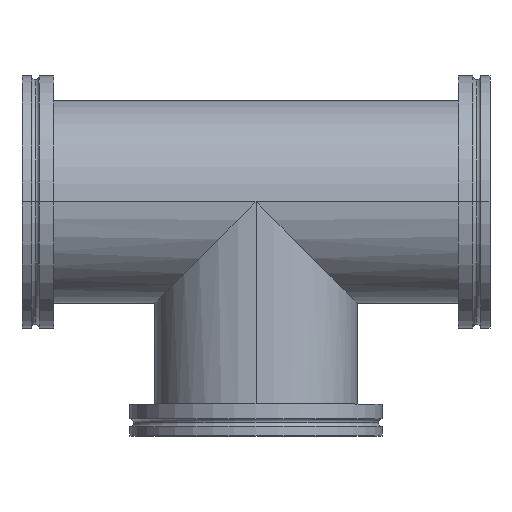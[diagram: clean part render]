
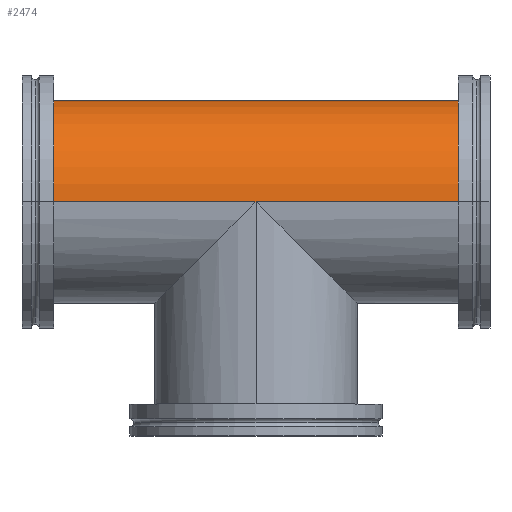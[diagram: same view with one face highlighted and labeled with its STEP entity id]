
A CAD part, top view. The second image highlights one B-rep face of the part: STEP entity #2474.
In plain terms, the highlighted cylindrical face has radius 38.05 mm (diameter 76.1 mm), a partial arc.
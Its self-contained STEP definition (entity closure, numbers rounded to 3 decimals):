
#84 = CARTESIAN_POINT ( 'NONE',  ( 164., 0., -38.05 ) ) ;
#135 = CARTESIAN_POINT ( 'NONE',  ( 164., 0., 38.05 ) ) ;
#146 = AXIS2_PLACEMENT_3D ( 'NONE', #1177, #1173, #1172 ) ;
#194 = CIRCLE ( 'NONE', #146, 38.05 ) ;
#227 = AXIS2_PLACEMENT_3D ( 'NONE', #2483, #2485, #2487 ) ;
#406 = CYLINDRICAL_SURFACE ( 'NONE', #1787, 38.05 ) ;
#573 = ORIENTED_EDGE ( 'NONE', *, *, #2129, .F. ) ;
#590 = LINE ( 'NONE', #1751, #999 ) ;
#742 = ORIENTED_EDGE ( 'NONE', *, *, #2436, .F. ) ;
#751 = ORIENTED_EDGE ( 'NONE', *, *, #2266, .T. ) ;
#784 = VERTEX_POINT ( 'NONE', #1050 ) ;
#868 = EDGE_LOOP ( 'NONE', ( #1257, #2068, #751, #742, #1426, #573 ) ) ;
#954 = LINE ( 'NONE', #2504, #1722 ) ;
#999 = VECTOR ( 'NONE', #1746, 1000. ) ;
#1042 = DIRECTION ( 'NONE',  ( 0., 0., 1. ) ) ;
#1050 = CARTESIAN_POINT ( 'NONE',  ( 0., 0., -38.05 ) ) ;
#1089 = CARTESIAN_POINT ( 'NONE',  ( 170., 0., 0. ) ) ;
#1106 = DIRECTION ( 'NONE',  ( -1., 0., 0. ) ) ;
#1164 = CARTESIAN_POINT ( 'NONE',  ( 82., 0., 38.05 ) ) ;
#1172 = DIRECTION ( 'NONE',  ( 0., 0., 1. ) ) ;
#1173 = DIRECTION ( 'NONE',  ( -1., 0., 0. ) ) ;
#1177 = CARTESIAN_POINT ( 'NONE',  ( 0., 0., 0. ) ) ;
#1241 = LINE ( 'NONE', #1826, #2002 ) ;
#1257 = ORIENTED_EDGE ( 'NONE', *, *, #2112, .T. ) ;
#1426 = ORIENTED_EDGE ( 'NONE', *, *, #2139, .F. ) ;
#1435 = CARTESIAN_POINT ( 'NONE',  ( 0., 0., 38.05 ) ) ;
#1653 = DIRECTION ( 'NONE',  ( -1., 0., 0. ) ) ;
#1703 = VECTOR ( 'NONE', #1743, 1000. ) ;
#1722 = VECTOR ( 'NONE', #2580, 1000. ) ;
#1726 = LINE ( 'NONE', #2589, #1703 ) ;
#1743 = DIRECTION ( 'NONE',  ( -1., 0., 0. ) ) ;
#1746 = DIRECTION ( 'NONE',  ( -1., 0., 0. ) ) ;
#1751 = CARTESIAN_POINT ( 'NONE',  ( 170., 0., -38.05 ) ) ;
#1783 = CIRCLE ( 'NONE', #227, 38.05 ) ;
#1787 = AXIS2_PLACEMENT_3D ( 'NONE', #1089, #1106, #1042 ) ;
#1794 = FACE_OUTER_BOUND ( 'NONE', #868, .T. ) ;
#1826 = CARTESIAN_POINT ( 'NONE',  ( 170., 0., -38.05 ) ) ;
#1934 = VERTEX_POINT ( 'NONE', #1164 ) ;
#2002 = VECTOR ( 'NONE', #1653, 1000. ) ;
#2068 = ORIENTED_EDGE ( 'NONE', *, *, #2295, .T. ) ;
#2102 = VERTEX_POINT ( 'NONE', #2460 ) ;
#2112 = EDGE_CURVE ( 'NONE', #2800, #2810, #1783, .T. ) ;
#2129 = EDGE_CURVE ( 'NONE', #2800, #1934, #954, .T. ) ;
#2139 = EDGE_CURVE ( 'NONE', #1934, #2350, #1726, .T. ) ;
#2266 = EDGE_CURVE ( 'NONE', #2102, #784, #590, .T. ) ;
#2295 = EDGE_CURVE ( 'NONE', #2810, #2102, #1241, .T. ) ;
#2350 = VERTEX_POINT ( 'NONE', #1435 ) ;
#2436 = EDGE_CURVE ( 'NONE', #2350, #784, #194, .T. ) ;
#2460 = CARTESIAN_POINT ( 'NONE',  ( 82., 0., -38.05 ) ) ;
#2474 = ADVANCED_FACE ( 'NONE', ( #1794 ), #406, .T. ) ;
#2483 = CARTESIAN_POINT ( 'NONE',  ( 164., 0., 0. ) ) ;
#2485 = DIRECTION ( 'NONE',  ( -1., 0., 0. ) ) ;
#2487 = DIRECTION ( 'NONE',  ( 0., 0., 1. ) ) ;
#2504 = CARTESIAN_POINT ( 'NONE',  ( 170., 0., 38.05 ) ) ;
#2580 = DIRECTION ( 'NONE',  ( -1., 0., 0. ) ) ;
#2589 = CARTESIAN_POINT ( 'NONE',  ( 170., 0., 38.05 ) ) ;
#2800 = VERTEX_POINT ( 'NONE', #135 ) ;
#2810 = VERTEX_POINT ( 'NONE', #84 ) ;
